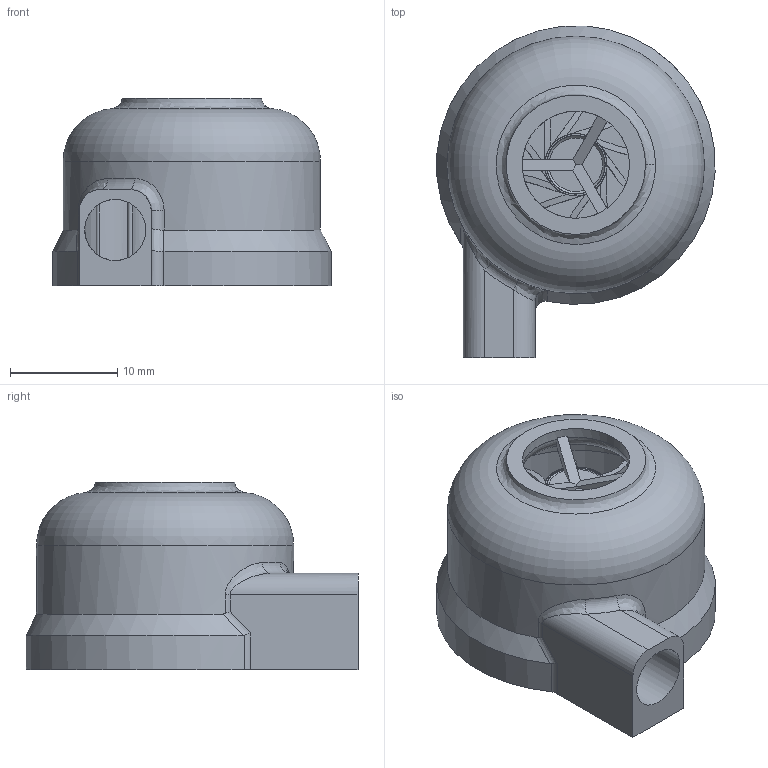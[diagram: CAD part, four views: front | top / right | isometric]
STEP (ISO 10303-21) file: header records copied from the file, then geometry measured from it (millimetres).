
FILE_DESCRIPTION(/* description */ (''),/* implementation_level */ '2;1');
FILE_NAME(/* name */ 'turbo v12.stp',/* time_stamp */ '2025-09-12T00:20:55+02:00',/* author */ (''),/* organization */ (''),/* preprocessor_version */ 'ST-DEVELOPER v20.1',/* originating_system */ 'Autodesk Translation Framework v14.10.0.0',/* authorisation */ '');
FILE_SCHEMA (('AUTOMOTIVE_DESIGN { 1 0 10303 214 3 1 1 }'));
Length unit declared in the file: millimetre
Products named in the file (3): turbo; Component1; Component2
Assembly tree (2 placements, depth 2):
  turbo
    Component1
    Component2
Bounding box: 25.94 x 30.97 x 17.51 mm (x, y, z)
Volume: 6923 mm3; surface area: 9058.2 mm2
Topology: 12 solids, 12 shells, 193 faces, 420 edges, 269 vertices
Faces by surface type: plane 96, cylinder 54, cone 23, bspline 16, torus 4
Full cylindrical faces by diameter (mm): 5.7 x1, 5.8 x11, 10 x1, 20 x1, 24 x3
Entity records: 7501 total; most frequent: CARTESIAN_POINT 3267, DIRECTION 849, ORIENTED_EDGE 840, EDGE_CURVE 420, AXIS2_PLACEMENT_3D 336, VERTEX_POINT 269, EDGE_LOOP 219, FACE_OUTER_BOUND 193
